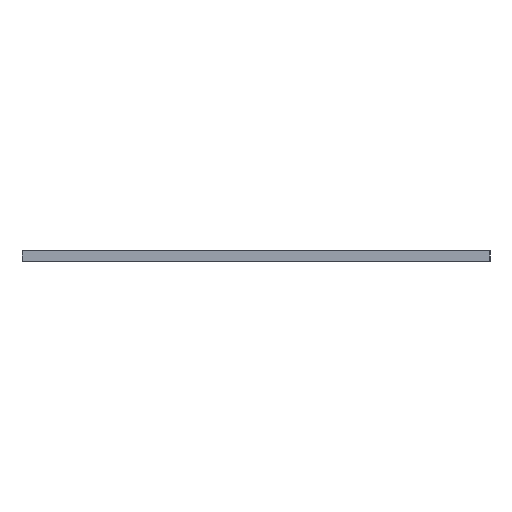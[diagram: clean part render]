
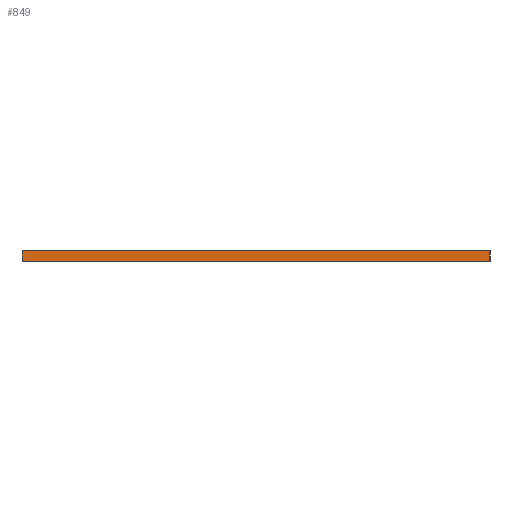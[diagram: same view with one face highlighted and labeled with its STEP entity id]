
A CAD part, left-side view. The second image highlights one B-rep face of the part: STEP entity #849.
In plain terms, the highlighted planar face has unit normal (-1, 0, 0).
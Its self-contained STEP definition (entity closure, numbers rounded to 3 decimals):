
#47=PLANE('',#945);
#89=FACE_OUTER_BOUND('',#131,.T.);
#131=EDGE_LOOP('',(#697,#698,#699,#700));
#221=LINE('',#1417,#301);
#222=LINE('',#1419,#302);
#223=LINE('',#1421,#303);
#224=LINE('',#1422,#304);
#301=VECTOR('',#1175,10.);
#302=VECTOR('',#1176,10.);
#303=VECTOR('',#1177,10.);
#304=VECTOR('',#1178,10.);
#425=VERTEX_POINT('',#1415);
#426=VERTEX_POINT('',#1416);
#427=VERTEX_POINT('',#1418);
#428=VERTEX_POINT('',#1420);
#541=EDGE_CURVE('',#425,#426,#221,.T.);
#542=EDGE_CURVE('',#425,#427,#222,.T.);
#543=EDGE_CURVE('',#428,#427,#223,.T.);
#544=EDGE_CURVE('',#426,#428,#224,.T.);
#697=ORIENTED_EDGE('',*,*,#541,.F.);
#698=ORIENTED_EDGE('',*,*,#542,.T.);
#699=ORIENTED_EDGE('',*,*,#543,.F.);
#700=ORIENTED_EDGE('',*,*,#544,.F.);
#849=ADVANCED_FACE('',(#89),#47,.T.);
#945=AXIS2_PLACEMENT_3D('',#1414,#1173,#1174);
#1173=DIRECTION('center_axis',(-1.,0.,0.));
#1174=DIRECTION('ref_axis',(0.,-1.,0.));
#1175=DIRECTION('',(0.,1.,0.));
#1176=DIRECTION('',(0.,0.,1.));
#1177=DIRECTION('',(0.,-1.,0.));
#1178=DIRECTION('',(0.,0.,1.));
#1414=CARTESIAN_POINT('Origin',(-69.886,48.062,13.));
#1415=CARTESIAN_POINT('',(-69.886,-16.939,13.));
#1416=CARTESIAN_POINT('',(-69.886,48.062,13.));
#1417=CARTESIAN_POINT('',(-69.886,-16.939,13.));
#1418=CARTESIAN_POINT('',(-69.886,-16.939,14.5));
#1419=CARTESIAN_POINT('',(-69.886,-16.939,13.));
#1420=CARTESIAN_POINT('',(-69.886,48.062,14.5));
#1421=CARTESIAN_POINT('',(-69.886,25.062,14.5));
#1422=CARTESIAN_POINT('',(-69.886,48.062,13.));
